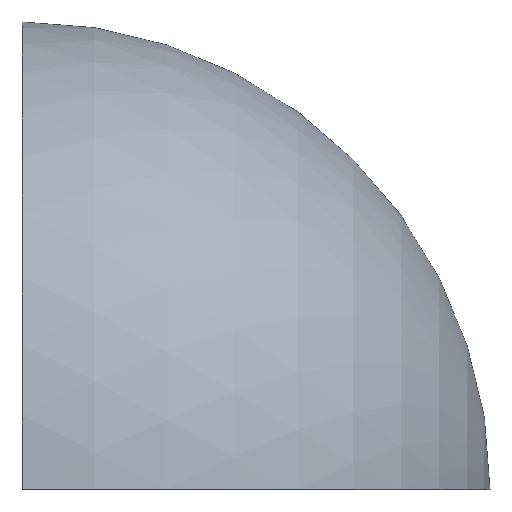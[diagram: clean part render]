
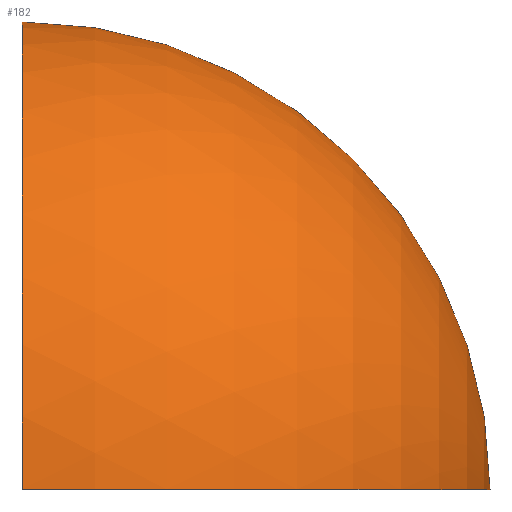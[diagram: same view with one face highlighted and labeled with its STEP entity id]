
A CAD part, top view. The second image highlights one B-rep face of the part: STEP entity #182.
In plain terms, the highlighted spherical face has radius 20.447 mm.
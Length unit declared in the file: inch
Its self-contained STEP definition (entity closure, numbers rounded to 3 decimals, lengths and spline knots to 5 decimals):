
#3 = FACE_OUTER_BOUND ( 'NONE', #119, .T. ) ;
#22 = EDGE_CURVE ( 'NONE', #210, #176, #200, .T. ) ;
#26 = EDGE_CURVE ( 'NONE', #210, #104, #84, .T. ) ;
#29 = EDGE_CURVE ( 'NONE', #176, #104, #191, .T. ) ;
#38 = DIRECTION ( 'NONE',  ( -1., 0., 0. ) ) ;
#39 = AXIS2_PLACEMENT_3D ( 'NONE', #118, #38, #48 ) ;
#40 = CARTESIAN_POINT ( 'NONE',  ( 0.805, -0.805, 0. ) ) ;
#48 = DIRECTION ( 'NONE',  ( 0., 0., -1. ) ) ;
#71 = CARTESIAN_POINT ( 'NONE',  ( 0., -0.805, 0.805 ) ) ;
#84 = CIRCLE ( 'NONE', #39, 0.805 ) ;
#91 = CARTESIAN_POINT ( 'NONE',  ( 0., -0.805, 0. ) ) ;
#92 = DIRECTION ( 'NONE',  ( 0., 0., 1. ) ) ;
#104 = VERTEX_POINT ( 'NONE', #189 ) ;
#105 = DIRECTION ( 'NONE',  ( 1., 0., 0. ) ) ;
#111 = AXIS2_PLACEMENT_3D ( 'NONE', #142, #184, #122 ) ;
#112 = ORIENTED_EDGE ( 'NONE', *, *, #29, .T. ) ;
#113 = DIRECTION ( 'NONE',  ( 0., 0., 1. ) ) ;
#118 = CARTESIAN_POINT ( 'NONE',  ( 0., -0.805, 0. ) ) ;
#119 = EDGE_LOOP ( 'NONE', ( #147, #112, #164 ) ) ;
#122 = DIRECTION ( 'NONE',  ( 0., 0., 1. ) ) ;
#125 = DIRECTION ( 'NONE',  ( -1., 0., 0. ) ) ;
#142 = CARTESIAN_POINT ( 'NONE',  ( 0., -0.805, 0. ) ) ;
#147 = ORIENTED_EDGE ( 'NONE', *, *, #22, .T. ) ;
#150 = AXIS2_PLACEMENT_3D ( 'NONE', #91, #92, #125 ) ;
#151 = SPHERICAL_SURFACE ( 'NONE', #194, 0.805 ) ;
#156 = CARTESIAN_POINT ( 'NONE',  ( 0., -0.805, 0. ) ) ;
#164 = ORIENTED_EDGE ( 'NONE', *, *, #26, .F. ) ;
#176 = VERTEX_POINT ( 'NONE', #40 ) ;
#182 = ADVANCED_FACE ( 'NONE', ( #3 ), #151, .T. ) ;
#184 = DIRECTION ( 'NONE',  ( 0., 1., 0. ) ) ;
#189 = CARTESIAN_POINT ( 'NONE',  ( 0., 0., 0. ) ) ;
#191 = CIRCLE ( 'NONE', #150, 0.805 ) ;
#194 = AXIS2_PLACEMENT_3D ( 'NONE', #156, #105, #113 ) ;
#200 = CIRCLE ( 'NONE', #111, 0.805 ) ;
#210 = VERTEX_POINT ( 'NONE', #71 ) ;
